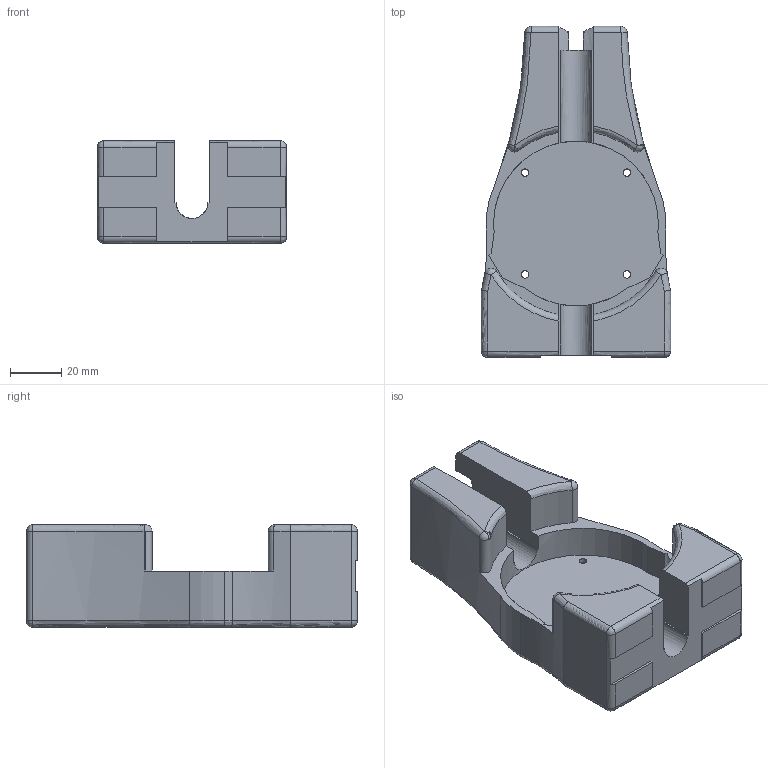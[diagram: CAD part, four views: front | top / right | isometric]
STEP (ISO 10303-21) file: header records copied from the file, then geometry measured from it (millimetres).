
FILE_DESCRIPTION(('FreeCAD Model'),'2;1');
FILE_NAME('Open CASCADE Shape Model','2025-05-07T20:31:20',('FreeCAD'),( 'FreeCAD'),'Open CASCADE STEP processor 7.6','FreeCAD','Unknown');
FILE_SCHEMA(('AUTOMOTIVE_DESIGN { 1 0 10303 214 1 1 1 1 }'));
Length unit declared in the file: millimetre
Products named in the file (1): Open CASCADE STEP translator 7.6 1
Bounding box: 73.67 x 128.91 x 39.9 mm (x, y, z)
Volume: 160140.9 mm3; surface area: 35557 mm2
Topology: 1 solids, 1 shells, 133 faces, 344 edges, 207 vertices
Faces by surface type: bspline 133
Entity records: 4063 total; most frequent: CARTESIAN_POINT 2197, ORIENTED_EDGE 668, EDGE_CURVE 334, VERTEX_POINT 207, B_SPLINE_CURVE_WITH_KNOTS 171, FACE_BOUND 145, EDGE_LOOP 145, ADVANCED_FACE 133
